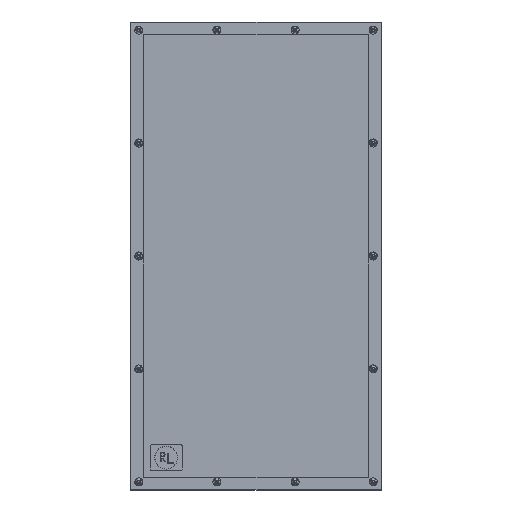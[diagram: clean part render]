
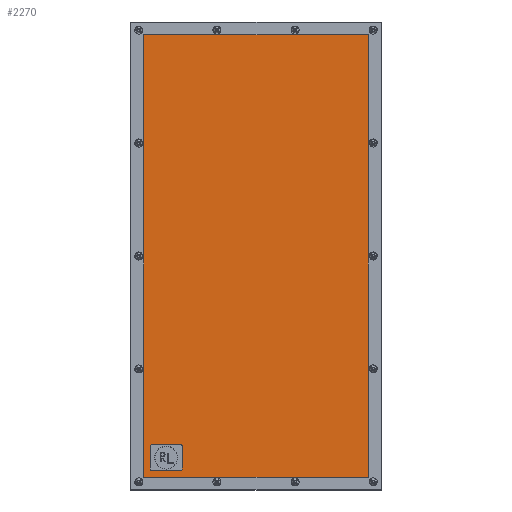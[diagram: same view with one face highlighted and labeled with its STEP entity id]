
A CAD part, top view. The second image highlights one B-rep face of the part: STEP entity #2270.
In plain terms, the highlighted planar face has unit normal (0, 0, 1).
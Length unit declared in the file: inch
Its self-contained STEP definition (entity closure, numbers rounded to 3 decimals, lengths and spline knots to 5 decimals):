
#157=LINE('',#3420,#286);
#161=LINE('',#3428,#290);
#164=LINE('',#3434,#293);
#167=LINE('',#3439,#296);
#286=VECTOR('',#2755,36.25);
#290=VECTOR('',#2761,19.40625);
#293=VECTOR('',#2766,36.25);
#296=VECTOR('',#2771,19.40625);
#419=PLANE('',#2439);
#501=FACE_BOUND('',#771,.T.);
#502=FACE_BOUND('',#772,.T.);
#503=FACE_BOUND('',#773,.T.);
#504=FACE_BOUND('',#774,.T.);
#505=FACE_BOUND('',#775,.T.);
#506=FACE_BOUND('',#776,.T.);
#507=FACE_BOUND('',#777,.T.);
#508=FACE_BOUND('',#778,.T.);
#509=FACE_BOUND('',#779,.T.);
#510=FACE_BOUND('',#780,.T.);
#511=FACE_BOUND('',#781,.T.);
#512=FACE_BOUND('',#782,.T.);
#513=FACE_BOUND('',#783,.T.);
#514=FACE_BOUND('',#784,.T.);
#623=FACE_OUTER_BOUND('',#770,.T.);
#770=EDGE_LOOP('',(#1620,#1621,#1622,#1623));
#771=EDGE_LOOP('',(#1624));
#772=EDGE_LOOP('',(#1625));
#773=EDGE_LOOP('',(#1626));
#774=EDGE_LOOP('',(#1627));
#775=EDGE_LOOP('',(#1628));
#776=EDGE_LOOP('',(#1629));
#777=EDGE_LOOP('',(#1630));
#778=EDGE_LOOP('',(#1631));
#779=EDGE_LOOP('',(#1632));
#780=EDGE_LOOP('',(#1633));
#781=EDGE_LOOP('',(#1634));
#782=EDGE_LOOP('',(#1635));
#783=EDGE_LOOP('',(#1636));
#784=EDGE_LOOP('',(#1637));
#990=CIRCLE('',#2395,0.14063);
#992=CIRCLE('',#2398,0.14063);
#994=CIRCLE('',#2401,0.14063);
#996=CIRCLE('',#2404,0.14063);
#998=CIRCLE('',#2407,0.14063);
#1000=CIRCLE('',#2410,0.14063);
#1002=CIRCLE('',#2413,0.14063);
#1004=CIRCLE('',#2416,0.14063);
#1006=CIRCLE('',#2419,0.14063);
#1008=CIRCLE('',#2422,0.14063);
#1010=CIRCLE('',#2425,0.14063);
#1012=CIRCLE('',#2428,0.14063);
#1014=CIRCLE('',#2431,0.14063);
#1016=CIRCLE('',#2434,0.14063);
#1104=VERTEX_POINT('',#3350);
#1106=VERTEX_POINT('',#3355);
#1108=VERTEX_POINT('',#3360);
#1110=VERTEX_POINT('',#3365);
#1112=VERTEX_POINT('',#3370);
#1114=VERTEX_POINT('',#3375);
#1116=VERTEX_POINT('',#3380);
#1118=VERTEX_POINT('',#3385);
#1120=VERTEX_POINT('',#3390);
#1122=VERTEX_POINT('',#3395);
#1124=VERTEX_POINT('',#3400);
#1126=VERTEX_POINT('',#3405);
#1128=VERTEX_POINT('',#3410);
#1130=VERTEX_POINT('',#3415);
#1131=VERTEX_POINT('',#3418);
#1132=VERTEX_POINT('',#3419);
#1135=VERTEX_POINT('',#3427);
#1137=VERTEX_POINT('',#3433);
#1308=EDGE_CURVE('',#1104,#1104,#990,.T.);
#1310=EDGE_CURVE('',#1106,#1106,#992,.T.);
#1312=EDGE_CURVE('',#1108,#1108,#994,.T.);
#1314=EDGE_CURVE('',#1110,#1110,#996,.T.);
#1316=EDGE_CURVE('',#1112,#1112,#998,.T.);
#1318=EDGE_CURVE('',#1114,#1114,#1000,.T.);
#1320=EDGE_CURVE('',#1116,#1116,#1002,.T.);
#1322=EDGE_CURVE('',#1118,#1118,#1004,.T.);
#1324=EDGE_CURVE('',#1120,#1120,#1006,.T.);
#1326=EDGE_CURVE('',#1122,#1122,#1008,.T.);
#1328=EDGE_CURVE('',#1124,#1124,#1010,.T.);
#1330=EDGE_CURVE('',#1126,#1126,#1012,.T.);
#1332=EDGE_CURVE('',#1128,#1128,#1014,.T.);
#1334=EDGE_CURVE('',#1130,#1130,#1016,.T.);
#1335=EDGE_CURVE('',#1131,#1132,#157,.T.);
#1339=EDGE_CURVE('',#1132,#1135,#161,.T.);
#1342=EDGE_CURVE('',#1135,#1137,#164,.T.);
#1345=EDGE_CURVE('',#1137,#1131,#167,.T.);
#1620=ORIENTED_EDGE('',*,*,#1335,.F.);
#1621=ORIENTED_EDGE('',*,*,#1345,.F.);
#1622=ORIENTED_EDGE('',*,*,#1342,.F.);
#1623=ORIENTED_EDGE('',*,*,#1339,.F.);
#1624=ORIENTED_EDGE('',*,*,#1308,.T.);
#1625=ORIENTED_EDGE('',*,*,#1310,.T.);
#1626=ORIENTED_EDGE('',*,*,#1312,.T.);
#1627=ORIENTED_EDGE('',*,*,#1314,.T.);
#1628=ORIENTED_EDGE('',*,*,#1316,.T.);
#1629=ORIENTED_EDGE('',*,*,#1318,.T.);
#1630=ORIENTED_EDGE('',*,*,#1320,.T.);
#1631=ORIENTED_EDGE('',*,*,#1322,.T.);
#1632=ORIENTED_EDGE('',*,*,#1324,.T.);
#1633=ORIENTED_EDGE('',*,*,#1326,.T.);
#1634=ORIENTED_EDGE('',*,*,#1328,.T.);
#1635=ORIENTED_EDGE('',*,*,#1330,.T.);
#1636=ORIENTED_EDGE('',*,*,#1332,.T.);
#1637=ORIENTED_EDGE('',*,*,#1334,.T.);
#2270=ADVANCED_FACE('',(#623,#501,#502,#503,#504,#505,#506,#507,#508,#509,
#510,#511,#512,#513,#514),#419,.T.);
#2395=AXIS2_PLACEMENT_3D('',#3351,#2673,#2674);
#2398=AXIS2_PLACEMENT_3D('',#3356,#2679,#2680);
#2401=AXIS2_PLACEMENT_3D('',#3361,#2685,#2686);
#2404=AXIS2_PLACEMENT_3D('',#3366,#2691,#2692);
#2407=AXIS2_PLACEMENT_3D('',#3371,#2697,#2698);
#2410=AXIS2_PLACEMENT_3D('',#3376,#2703,#2704);
#2413=AXIS2_PLACEMENT_3D('',#3381,#2709,#2710);
#2416=AXIS2_PLACEMENT_3D('',#3386,#2715,#2716);
#2419=AXIS2_PLACEMENT_3D('',#3391,#2721,#2722);
#2422=AXIS2_PLACEMENT_3D('',#3396,#2727,#2728);
#2425=AXIS2_PLACEMENT_3D('',#3401,#2733,#2734);
#2428=AXIS2_PLACEMENT_3D('',#3406,#2739,#2740);
#2431=AXIS2_PLACEMENT_3D('',#3411,#2745,#2746);
#2434=AXIS2_PLACEMENT_3D('',#3416,#2751,#2752);
#2439=AXIS2_PLACEMENT_3D('',#3441,#2773,#2774);
#2673=DIRECTION('center_axis',(0.,0.,-1.));
#2674=DIRECTION('ref_axis',(-1.,0.,0.));
#2679=DIRECTION('center_axis',(0.,0.,-1.));
#2680=DIRECTION('ref_axis',(-1.,0.,0.));
#2685=DIRECTION('center_axis',(0.,0.,-1.));
#2686=DIRECTION('ref_axis',(-1.,0.,0.));
#2691=DIRECTION('center_axis',(0.,0.,-1.));
#2692=DIRECTION('ref_axis',(-1.,0.,0.));
#2697=DIRECTION('center_axis',(0.,0.,-1.));
#2698=DIRECTION('ref_axis',(-1.,0.,0.));
#2703=DIRECTION('center_axis',(0.,0.,-1.));
#2704=DIRECTION('ref_axis',(-1.,0.,0.));
#2709=DIRECTION('center_axis',(0.,0.,-1.));
#2710=DIRECTION('ref_axis',(-1.,0.,0.));
#2715=DIRECTION('center_axis',(0.,0.,-1.));
#2716=DIRECTION('ref_axis',(-1.,0.,0.));
#2721=DIRECTION('center_axis',(0.,0.,-1.));
#2722=DIRECTION('ref_axis',(-1.,0.,0.));
#2727=DIRECTION('center_axis',(0.,0.,-1.));
#2728=DIRECTION('ref_axis',(-1.,0.,0.));
#2733=DIRECTION('center_axis',(0.,0.,-1.));
#2734=DIRECTION('ref_axis',(-1.,0.,0.));
#2739=DIRECTION('center_axis',(0.,0.,-1.));
#2740=DIRECTION('ref_axis',(-1.,0.,0.));
#2745=DIRECTION('center_axis',(0.,0.,-1.));
#2746=DIRECTION('ref_axis',(-1.,0.,0.));
#2751=DIRECTION('center_axis',(0.,0.,-1.));
#2752=DIRECTION('ref_axis',(-1.,0.,0.));
#2755=DIRECTION('',(0.,-1.,0.));
#2761=DIRECTION('',(-1.,0.,0.));
#2766=DIRECTION('',(0.,1.,0.));
#2771=DIRECTION('',(1.,0.,0.));
#2773=DIRECTION('center_axis',(0.,0.,1.));
#2774=DIRECTION('ref_axis',(1.,0.,0.));
#3350=CARTESIAN_POINT('',(9.21875,-17.5,0.125));
#3351=CARTESIAN_POINT('Origin',(9.07813,-17.5,0.125));
#3355=CARTESIAN_POINT('',(3.16667,-17.5,0.125));
#3356=CARTESIAN_POINT('Origin',(3.02604,-17.5,0.125));
#3360=CARTESIAN_POINT('',(-2.88542,-17.5,0.125));
#3361=CARTESIAN_POINT('Origin',(-3.02604,-17.5,0.125));
#3365=CARTESIAN_POINT('',(-8.9375,-17.5,0.125));
#3366=CARTESIAN_POINT('Origin',(-9.07812,-17.5,0.125));
#3370=CARTESIAN_POINT('',(9.21875,-8.75,0.125));
#3371=CARTESIAN_POINT('Origin',(9.07813,-8.75,0.125));
#3375=CARTESIAN_POINT('',(-8.9375,-8.75,0.125));
#3376=CARTESIAN_POINT('Origin',(-9.07812,-8.75,0.125));
#3380=CARTESIAN_POINT('',(9.21875,0.,0.125));
#3381=CARTESIAN_POINT('Origin',(9.07813,0.,0.125));
#3385=CARTESIAN_POINT('',(-8.9375,0.,0.125));
#3386=CARTESIAN_POINT('Origin',(-9.07813,0.,0.125));
#3390=CARTESIAN_POINT('',(9.21875,8.75,0.125));
#3391=CARTESIAN_POINT('Origin',(9.07813,8.75,0.125));
#3395=CARTESIAN_POINT('',(-8.9375,8.75,0.125));
#3396=CARTESIAN_POINT('Origin',(-9.07813,8.75,0.125));
#3400=CARTESIAN_POINT('',(9.21875,17.5,0.125));
#3401=CARTESIAN_POINT('Origin',(9.07813,17.5,0.125));
#3405=CARTESIAN_POINT('',(3.16667,17.5,0.125));
#3406=CARTESIAN_POINT('Origin',(3.02604,17.5,0.125));
#3410=CARTESIAN_POINT('',(-2.88542,17.5,0.125));
#3411=CARTESIAN_POINT('Origin',(-3.02604,17.5,0.125));
#3415=CARTESIAN_POINT('',(-8.9375,17.5,0.125));
#3416=CARTESIAN_POINT('Origin',(-9.07813,17.5,0.125));
#3418=CARTESIAN_POINT('',(9.70313,18.125,0.125));
#3419=CARTESIAN_POINT('',(9.70313,-18.125,0.125));
#3420=CARTESIAN_POINT('',(9.70313,18.125,0.125));
#3427=CARTESIAN_POINT('',(-9.70312,-18.125,0.125));
#3428=CARTESIAN_POINT('',(9.70313,-18.125,0.125));
#3433=CARTESIAN_POINT('',(-9.70313,18.125,0.125));
#3434=CARTESIAN_POINT('',(-9.70312,-18.125,0.125));
#3439=CARTESIAN_POINT('',(-9.70313,18.125,0.125));
#3441=CARTESIAN_POINT('Origin',(0.,0.,
0.125));
